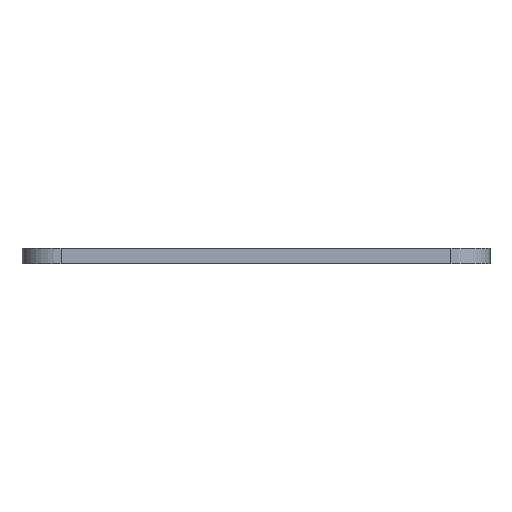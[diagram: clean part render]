
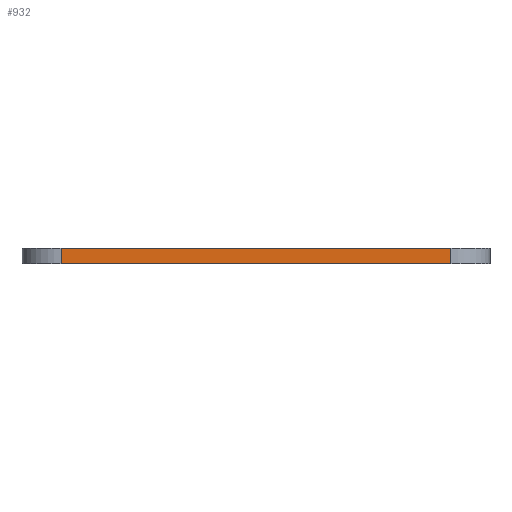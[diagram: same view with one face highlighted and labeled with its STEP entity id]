
A CAD part, left-side view. The second image highlights one B-rep face of the part: STEP entity #932.
In plain terms, the highlighted planar face has unit normal (-1, 0, 0).
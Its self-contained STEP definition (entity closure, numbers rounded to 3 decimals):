
#73 = VECTOR ( 'NONE', #506, 1000. ) ;
#77 = LINE ( 'NONE', #491, #73 ) ;
#82 = VECTOR ( 'NONE', #504, 1000. ) ;
#83 = LINE ( 'NONE', #503, #82 ) ;
#85 = VECTOR ( 'NONE', #495, 1000. ) ;
#86 = LINE ( 'NONE', #494, #85 ) ;
#88 = VECTOR ( 'NONE', #484, 1000. ) ;
#92 = LINE ( 'NONE', #480, #88 ) ;
#177 = ORIENTED_EDGE ( 'NONE', *, *, #316, .T. ) ;
#178 = ORIENTED_EDGE ( 'NONE', *, *, #311, .F. ) ;
#179 = ORIENTED_EDGE ( 'NONE', *, *, #320, .F. ) ;
#180 = ORIENTED_EDGE ( 'NONE', *, *, #321, .T. ) ;
#276 = EDGE_LOOP ( 'NONE', ( #180, #179, #178, #177 ) ) ;
#311 = EDGE_CURVE ( 'NONE', #423, #426, #92, .T. ) ;
#316 = EDGE_CURVE ( 'NONE', #423, #422, #86, .T. ) ;
#320 = EDGE_CURVE ( 'NONE', #426, #425, #83, .T. ) ;
#321 = EDGE_CURVE ( 'NONE', #422, #425, #77, .T. ) ;
#422 = VERTEX_POINT ( 'NONE', #645 ) ;
#423 = VERTEX_POINT ( 'NONE', #646 ) ;
#425 = VERTEX_POINT ( 'NONE', #648 ) ;
#426 = VERTEX_POINT ( 'NONE', #649 ) ;
#480 = CARTESIAN_POINT ( 'NONE',  ( -75., 25., 2. ) ) ;
#484 = DIRECTION ( 'NONE',  ( 0., -1., 0. ) ) ;
#491 = CARTESIAN_POINT ( 'NONE',  ( -75., 25., 0. ) ) ;
#494 = CARTESIAN_POINT ( 'NONE',  ( -75., 25., 2. ) ) ;
#495 = DIRECTION ( 'NONE',  ( 0., 0., -1. ) ) ;
#503 = CARTESIAN_POINT ( 'NONE',  ( -75., -25., 2. ) ) ;
#504 = DIRECTION ( 'NONE',  ( 0., 0., -1. ) ) ;
#506 = DIRECTION ( 'NONE',  ( 0., -1., 0. ) ) ;
#645 = CARTESIAN_POINT ( 'NONE',  ( -75., 25., 0. ) ) ;
#646 = CARTESIAN_POINT ( 'NONE',  ( -75., 25., 2. ) ) ;
#648 = CARTESIAN_POINT ( 'NONE',  ( -75., -25., 0. ) ) ;
#649 = CARTESIAN_POINT ( 'NONE',  ( -75., -25., 2. ) ) ;
#693 = CARTESIAN_POINT ( 'NONE',  ( -75., 25., 2. ) ) ;
#697 = PLANE ( 'NONE',  #792 ) ;
#700 = DIRECTION ( 'NONE',  ( 1., 0., 0. ) ) ;
#701 = DIRECTION ( 'NONE',  ( 0., 1., 0. ) ) ;
#792 = AXIS2_PLACEMENT_3D ( 'NONE', #693, #700, #701 ) ;
#845 = FACE_OUTER_BOUND ( 'NONE', #276, .T. ) ;
#932 = ADVANCED_FACE ( 'NONE', ( #845 ), #697, .F. ) ;
